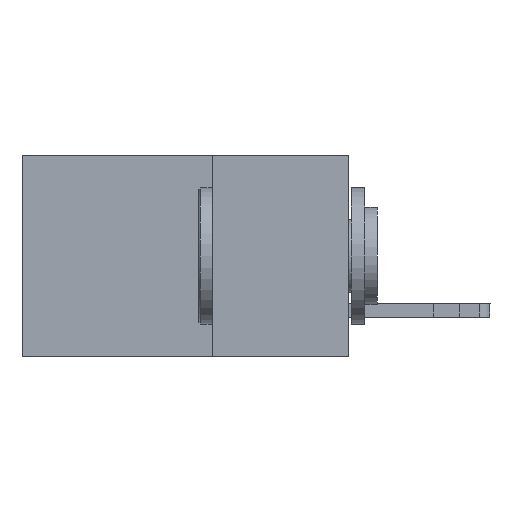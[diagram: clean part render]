
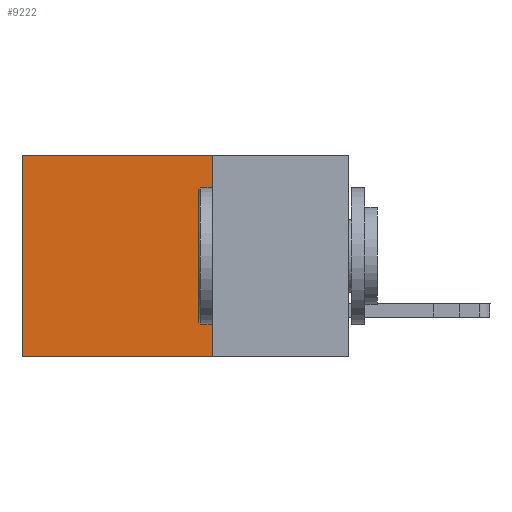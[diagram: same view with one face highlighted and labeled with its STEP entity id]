
A CAD part, left-side view. The second image highlights one B-rep face of the part: STEP entity #9222.
In plain terms, the highlighted planar face has unit normal (-1, 0, 0).
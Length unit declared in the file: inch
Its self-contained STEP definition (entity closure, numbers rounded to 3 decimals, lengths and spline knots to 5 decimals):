
#36 = FACE_OUTER_BOUND ( 'NONE', #12528, .T. ) ;
#85 = CARTESIAN_POINT ( 'NONE',  ( 0.298, 0.25, 0. ) ) ;
#513 = EDGE_CURVE ( 'NONE', #11772, #2731, #4242, .T. ) ;
#668 = DIRECTION ( 'NONE',  ( 0., 1., 0. ) ) ;
#784 = PLANE ( 'NONE',  #12941 ) ;
#1027 = ORIENTED_EDGE ( 'NONE', *, *, #4665, .T. ) ;
#1895 = EDGE_CURVE ( 'NONE', #9434, #11515, #2092, .T. ) ;
#2092 = LINE ( 'NONE', #2328, #12757 ) ;
#2328 = CARTESIAN_POINT ( 'NONE',  ( 0.298, 0.25, 0. ) ) ;
#2731 = VERTEX_POINT ( 'NONE', #6743 ) ;
#3302 = CARTESIAN_POINT ( 'NONE',  ( 0.298, 0.25, 0. ) ) ;
#3366 = DIRECTION ( 'NONE',  ( 0., 0., -1. ) ) ;
#3408 = VECTOR ( 'NONE', #10787, 39.37008 ) ;
#3587 = CARTESIAN_POINT ( 'NONE',  ( 0.298, 0.6, 0. ) ) ;
#3791 = DIRECTION ( 'NONE',  ( 0., 0., -1. ) ) ;
#3974 = DIRECTION ( 'NONE',  ( 1., 0., 0. ) ) ;
#4242 = LINE ( 'NONE', #3587, #3408 ) ;
#4665 = EDGE_CURVE ( 'NONE', #9434, #11772, #8036, .T. ) ;
#5319 = CARTESIAN_POINT ( 'NONE',  ( 0.298, 0.25, -0.37 ) ) ;
#6378 = DIRECTION ( 'NONE',  ( 0., 1., 0. ) ) ;
#6630 = VECTOR ( 'NONE', #668, 39.37008 ) ;
#6743 = CARTESIAN_POINT ( 'NONE',  ( 0.298, 0.6, -0.37 ) ) ;
#6756 = VECTOR ( 'NONE', #6378, 39.37008 ) ;
#6919 = ORIENTED_EDGE ( 'NONE', *, *, #10918, .F. ) ;
#7992 = CARTESIAN_POINT ( 'NONE',  ( 0.298, 0.25, -0.37 ) ) ;
#8036 = LINE ( 'NONE', #3302, #6756 ) ;
#8992 = CARTESIAN_POINT ( 'NONE',  ( 0.298, 0.6, 0. ) ) ;
#9222 = ADVANCED_FACE ( 'NONE', ( #36 ), #784, .F. ) ;
#9434 = VERTEX_POINT ( 'NONE', #85 ) ;
#9849 = LINE ( 'NONE', #7992, #6630 ) ;
#9977 = CARTESIAN_POINT ( 'NONE',  ( 0.298, 0.25, 0. ) ) ;
#10526 = ORIENTED_EDGE ( 'NONE', *, *, #1895, .F. ) ;
#10787 = DIRECTION ( 'NONE',  ( 0., 0., -1. ) ) ;
#10918 = EDGE_CURVE ( 'NONE', #11515, #2731, #9849, .T. ) ;
#11515 = VERTEX_POINT ( 'NONE', #5319 ) ;
#11772 = VERTEX_POINT ( 'NONE', #8992 ) ;
#11894 = ORIENTED_EDGE ( 'NONE', *, *, #513, .T. ) ;
#12528 = EDGE_LOOP ( 'NONE', ( #11894, #6919, #10526, #1027 ) ) ;
#12757 = VECTOR ( 'NONE', #3366, 39.37008 ) ;
#12941 = AXIS2_PLACEMENT_3D ( 'NONE', #9977, #3974, #3791 ) ;
